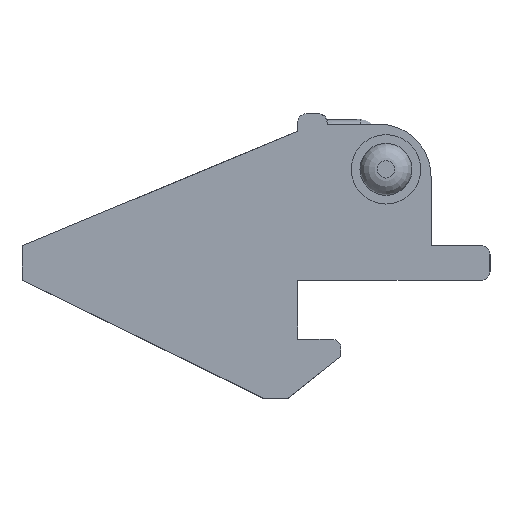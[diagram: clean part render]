
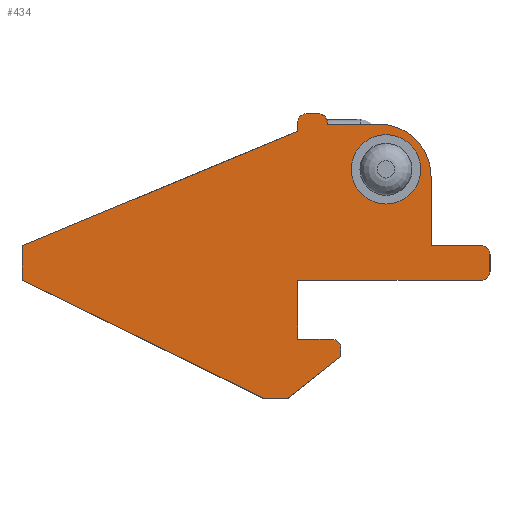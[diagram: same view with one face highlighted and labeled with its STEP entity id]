
A CAD part, left-side view. The second image highlights one B-rep face of the part: STEP entity #434.
In plain terms, the highlighted planar face has unit normal (-1, 0, 0).
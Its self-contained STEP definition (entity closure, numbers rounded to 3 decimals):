
#160 = VERTEX_POINT('',#161);
#161 = CARTESIAN_POINT('',(0.,7.601,-4.8));
#167 = EDGE_CURVE('',#160,#168,#170,.T.);
#168 = VERTEX_POINT('',#169);
#169 = CARTESIAN_POINT('',(0.,7.601,-4.3));
#170 = LINE('',#171,#172);
#171 = CARTESIAN_POINT('',(0.,7.601,-4.8));
#172 = VECTOR('',#173,1.);
#173 = DIRECTION('',(0.,0.,1.));
#389 = EDGE_CURVE('',#168,#390,#392,.T.);
#390 = VERTEX_POINT('',#391);
#391 = CARTESIAN_POINT('',(0.,8.101,-3.8));
#392 = CIRCLE('',#393,0.5);
#393 = AXIS2_PLACEMENT_3D('',#394,#395,#396);
#394 = CARTESIAN_POINT('',(0.,8.101,-4.3));
#395 = DIRECTION('',(-1.,0.,0.));
#396 = DIRECTION('',(0.,0.,1.));
#434 = ADVANCED_FACE('',(#435,#650),#661,.T.);
#435 = FACE_BOUND('',#436,.T.);
#436 = EDGE_LOOP('',(#437,#438,#439,#447,#455,#463,#472,#480,#489,#497,
    #505,#514,#522,#530,#539,#547,#556,#564,#572,#580,#588,#596,#604,
    #612,#620,#628,#636,#644));
#437 = ORIENTED_EDGE('',*,*,#167,.T.);
#438 = ORIENTED_EDGE('',*,*,#389,.T.);
#439 = ORIENTED_EDGE('',*,*,#440,.T.);
#440 = EDGE_CURVE('',#390,#441,#443,.T.);
#441 = VERTEX_POINT('',#442);
#442 = CARTESIAN_POINT('',(0.,10.1,-3.8));
#443 = LINE('',#444,#445);
#444 = CARTESIAN_POINT('',(0.,7.601,-3.8));
#445 = VECTOR('',#446,1.);
#446 = DIRECTION('',(0.,1.,0.));
#447 = ORIENTED_EDGE('',*,*,#448,.T.);
#448 = EDGE_CURVE('',#441,#449,#451,.T.);
#449 = VERTEX_POINT('',#450);
#450 = CARTESIAN_POINT('',(0.,10.1,-0.4));
#451 = LINE('',#452,#453);
#452 = CARTESIAN_POINT('',(0.,10.1,-4.2));
#453 = VECTOR('',#454,1.);
#454 = DIRECTION('',(0.,0.,1.));
#455 = ORIENTED_EDGE('',*,*,#456,.F.);
#456 = EDGE_CURVE('',#457,#449,#459,.T.);
#457 = VERTEX_POINT('',#458);
#458 = CARTESIAN_POINT('',(0.,-0.5,-0.4));
#459 = LINE('',#460,#461);
#460 = CARTESIAN_POINT('',(0.,-1.,-0.4));
#461 = VECTOR('',#462,1.);
#462 = DIRECTION('',(0.,1.,0.));
#463 = ORIENTED_EDGE('',*,*,#464,.T.);
#464 = EDGE_CURVE('',#457,#465,#467,.T.);
#465 = VERTEX_POINT('',#466);
#466 = CARTESIAN_POINT('',(0.,-1.,0.1));
#467 = CIRCLE('',#468,0.5);
#468 = AXIS2_PLACEMENT_3D('',#469,#470,#471);
#469 = CARTESIAN_POINT('',(0.,-0.5,0.1));
#470 = DIRECTION('',(-1.,0.,0.));
#471 = DIRECTION('',(0.,0.,1.));
#472 = ORIENTED_EDGE('',*,*,#473,.T.);
#473 = EDGE_CURVE('',#465,#474,#476,.T.);
#474 = VERTEX_POINT('',#475);
#475 = CARTESIAN_POINT('',(0.,-1.,1.1));
#476 = LINE('',#477,#478);
#477 = CARTESIAN_POINT('',(0.,-1.,-0.4));
#478 = VECTOR('',#479,1.);
#479 = DIRECTION('',(0.,0.,1.));
#480 = ORIENTED_EDGE('',*,*,#481,.T.);
#481 = EDGE_CURVE('',#474,#482,#484,.T.);
#482 = VERTEX_POINT('',#483);
#483 = CARTESIAN_POINT('',(0.,-0.5,1.6));
#484 = CIRCLE('',#485,0.5);
#485 = AXIS2_PLACEMENT_3D('',#486,#487,#488);
#486 = CARTESIAN_POINT('',(0.,-0.5,1.1));
#487 = DIRECTION('',(-1.,0.,0.));
#488 = DIRECTION('',(0.,0.,1.));
#489 = ORIENTED_EDGE('',*,*,#490,.T.);
#490 = EDGE_CURVE('',#482,#491,#493,.T.);
#491 = VERTEX_POINT('',#492);
#492 = CARTESIAN_POINT('',(0.,2.4,1.6));
#493 = LINE('',#494,#495);
#494 = CARTESIAN_POINT('',(0.,-1.,1.6));
#495 = VECTOR('',#496,1.);
#496 = DIRECTION('',(0.,1.,0.));
#497 = ORIENTED_EDGE('',*,*,#498,.F.);
#498 = EDGE_CURVE('',#499,#491,#501,.T.);
#499 = VERTEX_POINT('',#500);
#500 = CARTESIAN_POINT('',(0.,2.4,5.6));
#501 = LINE('',#502,#503);
#502 = CARTESIAN_POINT('',(0.,2.4,8.6));
#503 = VECTOR('',#504,1.);
#504 = DIRECTION('',(0.,0.,-1.));
#505 = ORIENTED_EDGE('',*,*,#506,.F.);
#506 = EDGE_CURVE('',#507,#499,#509,.T.);
#507 = VERTEX_POINT('',#508);
#508 = CARTESIAN_POINT('',(-0.,5.4,8.6));
#509 = CIRCLE('',#510,3.);
#510 = AXIS2_PLACEMENT_3D('',#511,#512,#513);
#511 = CARTESIAN_POINT('',(0.,5.4,5.6));
#512 = DIRECTION('',(1.,0.,0.));
#513 = DIRECTION('',(0.,0.,1.));
#514 = ORIENTED_EDGE('',*,*,#515,.T.);
#515 = EDGE_CURVE('',#507,#516,#518,.T.);
#516 = VERTEX_POINT('',#517);
#517 = CARTESIAN_POINT('',(0.,8.4,8.6));
#518 = LINE('',#519,#520);
#519 = CARTESIAN_POINT('',(0.,2.4,8.6));
#520 = VECTOR('',#521,1.);
#521 = DIRECTION('',(0.,1.,0.));
#522 = ORIENTED_EDGE('',*,*,#523,.T.);
#523 = EDGE_CURVE('',#516,#524,#526,.T.);
#524 = VERTEX_POINT('',#525);
#525 = CARTESIAN_POINT('',(0.,8.4,8.7));
#526 = LINE('',#527,#528);
#527 = CARTESIAN_POINT('',(0.,8.4,1.6));
#528 = VECTOR('',#529,1.);
#529 = DIRECTION('',(0.,0.,1.));
#530 = ORIENTED_EDGE('',*,*,#531,.T.);
#531 = EDGE_CURVE('',#524,#532,#534,.T.);
#532 = VERTEX_POINT('',#533);
#533 = CARTESIAN_POINT('',(0.,8.9,9.2));
#534 = CIRCLE('',#535,0.5);
#535 = AXIS2_PLACEMENT_3D('',#536,#537,#538);
#536 = CARTESIAN_POINT('',(0.,8.9,8.7));
#537 = DIRECTION('',(-1.,0.,0.));
#538 = DIRECTION('',(0.,0.,1.));
#539 = ORIENTED_EDGE('',*,*,#540,.F.);
#540 = EDGE_CURVE('',#541,#532,#543,.T.);
#541 = VERTEX_POINT('',#542);
#542 = CARTESIAN_POINT('',(0.,9.6,9.2));
#543 = LINE('',#544,#545);
#544 = CARTESIAN_POINT('',(0.,10.1,9.2));
#545 = VECTOR('',#546,1.);
#546 = DIRECTION('',(0.,-1.,0.));
#547 = ORIENTED_EDGE('',*,*,#548,.T.);
#548 = EDGE_CURVE('',#541,#549,#551,.T.);
#549 = VERTEX_POINT('',#550);
#550 = CARTESIAN_POINT('',(0.,10.1,8.7));
#551 = CIRCLE('',#552,0.5);
#552 = AXIS2_PLACEMENT_3D('',#553,#554,#555);
#553 = CARTESIAN_POINT('',(0.,9.6,8.7));
#554 = DIRECTION('',(-1.,0.,0.));
#555 = DIRECTION('',(0.,0.,1.));
#556 = ORIENTED_EDGE('',*,*,#557,.F.);
#557 = EDGE_CURVE('',#558,#549,#560,.T.);
#558 = VERTEX_POINT('',#559);
#559 = CARTESIAN_POINT('',(0.,10.1,8.193));
#560 = LINE('',#561,#562);
#561 = CARTESIAN_POINT('',(0.,10.1,1.6));
#562 = VECTOR('',#563,1.);
#563 = DIRECTION('',(0.,0.,1.));
#564 = ORIENTED_EDGE('',*,*,#565,.F.);
#565 = EDGE_CURVE('',#566,#558,#568,.T.);
#566 = VERTEX_POINT('',#567);
#567 = CARTESIAN_POINT('',(0.,10.101,8.193));
#568 = LINE('',#569,#570);
#569 = CARTESIAN_POINT('',(0.,10.101,8.193));
#570 = VECTOR('',#571,1.);
#571 = DIRECTION('',(0.,-1.,0.));
#572 = ORIENTED_EDGE('',*,*,#573,.F.);
#573 = EDGE_CURVE('',#574,#566,#576,.T.);
#574 = VERTEX_POINT('',#575);
#575 = CARTESIAN_POINT('',(0.,25.965,1.6));
#576 = LINE('',#577,#578);
#577 = CARTESIAN_POINT('',(0.,25.965,1.6));
#578 = VECTOR('',#579,1.);
#579 = DIRECTION('',(0.,-0.923,0.384));
#580 = ORIENTED_EDGE('',*,*,#581,.T.);
#581 = EDGE_CURVE('',#574,#582,#584,.T.);
#582 = VERTEX_POINT('',#583);
#583 = CARTESIAN_POINT('',(0.,26.,1.6));
#584 = LINE('',#585,#586);
#585 = CARTESIAN_POINT('',(0.,-1.,1.6));
#586 = VECTOR('',#587,1.);
#587 = DIRECTION('',(0.,1.,0.));
#588 = ORIENTED_EDGE('',*,*,#589,.F.);
#589 = EDGE_CURVE('',#590,#582,#592,.T.);
#590 = VERTEX_POINT('',#591);
#591 = CARTESIAN_POINT('',(0.,26.,-0.4));
#592 = LINE('',#593,#594);
#593 = CARTESIAN_POINT('',(0.,26.,-0.4));
#594 = VECTOR('',#595,1.);
#595 = DIRECTION('',(0.,0.,1.));
#596 = ORIENTED_EDGE('',*,*,#597,.F.);
#597 = EDGE_CURVE('',#598,#590,#600,.T.);
#598 = VERTEX_POINT('',#599);
#599 = CARTESIAN_POINT('',(0.,25.965,-0.4));
#600 = LINE('',#601,#602);
#601 = CARTESIAN_POINT('',(0.,-1.,-0.4));
#602 = VECTOR('',#603,1.);
#603 = DIRECTION('',(0.,1.,0.));
#604 = ORIENTED_EDGE('',*,*,#605,.F.);
#605 = EDGE_CURVE('',#606,#598,#608,.T.);
#606 = VERTEX_POINT('',#607);
#607 = CARTESIAN_POINT('',(0.,12.1,-7.169));
#608 = LINE('',#609,#610);
#609 = CARTESIAN_POINT('',(0.,12.079,-7.179));
#610 = VECTOR('',#611,1.);
#611 = DIRECTION('',(0.,0.899,0.439));
#612 = ORIENTED_EDGE('',*,*,#613,.F.);
#613 = EDGE_CURVE('',#614,#606,#616,.T.);
#614 = VERTEX_POINT('',#615);
#615 = CARTESIAN_POINT('',(0.,12.1,-7.2));
#616 = LINE('',#617,#618);
#617 = CARTESIAN_POINT('',(0.,12.1,-7.2));
#618 = VECTOR('',#619,1.);
#619 = DIRECTION('',(0.,0.,1.));
#620 = ORIENTED_EDGE('',*,*,#621,.T.);
#621 = EDGE_CURVE('',#614,#622,#624,.T.);
#622 = VERTEX_POINT('',#623);
#623 = CARTESIAN_POINT('',(0.,10.6,-7.2));
#624 = LINE('',#625,#626);
#625 = CARTESIAN_POINT('',(0.,12.1,-7.2));
#626 = VECTOR('',#627,1.);
#627 = DIRECTION('',(0.,-1.,0.));
#628 = ORIENTED_EDGE('',*,*,#629,.T.);
#629 = EDGE_CURVE('',#622,#630,#632,.T.);
#630 = VERTEX_POINT('',#631);
#631 = CARTESIAN_POINT('',(0.,10.6,-7.181));
#632 = LINE('',#633,#634);
#633 = CARTESIAN_POINT('',(0.,10.6,-7.2));
#634 = VECTOR('',#635,1.);
#635 = DIRECTION('',(0.,0.,1.));
#636 = ORIENTED_EDGE('',*,*,#637,.F.);
#637 = EDGE_CURVE('',#638,#630,#640,.T.);
#638 = VERTEX_POINT('',#639);
#639 = CARTESIAN_POINT('',(0.,7.6,-4.8));
#640 = LINE('',#641,#642);
#641 = CARTESIAN_POINT('',(0.,7.6,-4.8));
#642 = VECTOR('',#643,1.);
#643 = DIRECTION('',(0.,0.783,-0.622));
#644 = ORIENTED_EDGE('',*,*,#645,.F.);
#645 = EDGE_CURVE('',#160,#638,#646,.T.);
#646 = LINE('',#647,#648);
#647 = CARTESIAN_POINT('',(0.,10.61,-4.8));
#648 = VECTOR('',#649,1.);
#649 = DIRECTION('',(0.,-1.,0.));
#650 = FACE_BOUND('',#651,.T.);
#651 = EDGE_LOOP('',(#652));
#652 = ORIENTED_EDGE('',*,*,#653,.F.);
#653 = EDGE_CURVE('',#654,#654,#656,.T.);
#654 = VERTEX_POINT('',#655);
#655 = CARTESIAN_POINT('',(0.,5.,8.));
#656 = CIRCLE('',#657,2.);
#657 = AXIS2_PLACEMENT_3D('',#658,#659,#660);
#658 = CARTESIAN_POINT('',(0.,5.,6.));
#659 = DIRECTION('',(-1.,0.,0.));
#660 = DIRECTION('',(0.,0.,1.));
#661 = PLANE('',#662);
#662 = AXIS2_PLACEMENT_3D('',#663,#664,#665);
#663 = CARTESIAN_POINT('',(0.,11.506,1.005));
#664 = DIRECTION('',(-1.,0.,0.));
#665 = DIRECTION('',(0.,0.,-1.));
